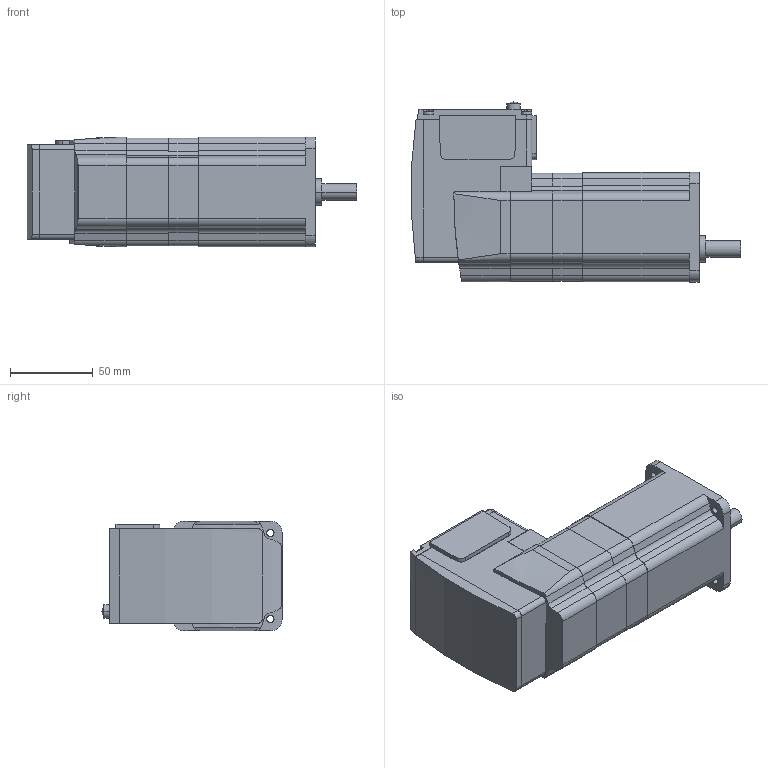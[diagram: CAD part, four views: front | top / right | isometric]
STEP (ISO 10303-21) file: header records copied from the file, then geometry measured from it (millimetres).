
FILE_DESCRIPTION(('STEP AP242'),'1');
FILE_NAME('ile1b661pb1a2.stp','2018-10-24T13:39:14',('TraceParts'),('TraceParts S.A.'),'Spatial InterOp 3D',' ',' ');
FILE_SCHEMA(('AP242_MANAGED_MODEL_BASED_3D_ENGINEERING_MIM_LF {1 0 10303 442 1 1 4}'));
Length unit declared in the file: millimetre
Products named in the file (1): ile1b661pb1a2_1
Bounding box: 198.74 x 108.6 x 66 mm (x, y, z)
Volume: 781517 mm3; surface area: 109970.4 mm2
Topology: 7 solids, 7 shells, 239 faces, 667 edges, 437 vertices
Faces by surface type: plane 132, cylinder 97, torus 10
Entity records: 15307 total; most frequent: CARTESIAN_POINT 1568, STYLED_ITEM 1340, PRESENTATION_STYLE_ASSIGNMENT 1340, COLOUR_RGB 1340, DIRECTION 1331, ORIENTED_EDGE 1314, EDGE_CURVE 657, CURVE_STYLE 657
